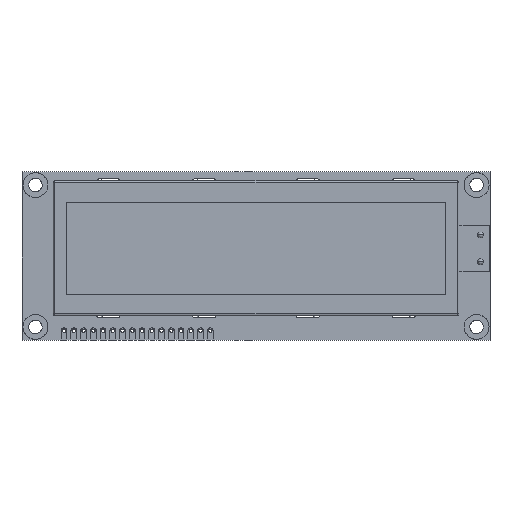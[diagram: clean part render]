
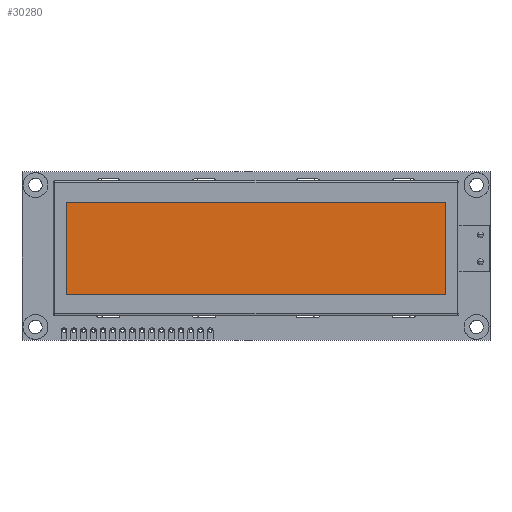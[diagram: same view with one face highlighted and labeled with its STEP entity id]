
A CAD part, top view. The second image highlights one B-rep face of the part: STEP entity #30280.
In plain terms, the highlighted planar face has unit normal (0, 0, -1).
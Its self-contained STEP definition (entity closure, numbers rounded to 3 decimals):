
#186 = CARTESIAN_POINT ( 'NONE',  ( -49.5, 14., 9.6 ) ) ;
#490 = DIRECTION ( 'NONE',  ( 0., -1., 0. ) ) ;
#825 = DIRECTION ( 'NONE',  ( 1., 0., 0. ) ) ;
#943 = CARTESIAN_POINT ( 'NONE',  ( -49.5, -10., 9.6 ) ) ;
#1124 = CARTESIAN_POINT ( 'NONE',  ( 0., 0., 9.6 ) ) ;
#1310 = ORIENTED_EDGE ( 'NONE', *, *, #21899, .F. ) ;
#2163 = VECTOR ( 'NONE', #490, 1000. ) ;
#3037 = CARTESIAN_POINT ( 'NONE',  ( 49.5, -10., 9.6 ) ) ;
#3356 = VECTOR ( 'NONE', #19834, 1000. ) ;
#3645 = DIRECTION ( 'NONE',  ( 1., 0., 0. ) ) ;
#4292 = EDGE_CURVE ( 'NONE', #13458, #16225, #25604, .T. ) ;
#10034 = LINE ( 'NONE', #14842, #3356 ) ;
#11592 = VECTOR ( 'NONE', #825, 1000. ) ;
#12928 = CARTESIAN_POINT ( 'NONE',  ( -49.5, 14., 9.6 ) ) ;
#13458 = VERTEX_POINT ( 'NONE', #28219 ) ;
#14634 = LINE ( 'NONE', #12928, #2163 ) ;
#14842 = CARTESIAN_POINT ( 'NONE',  ( 49.5, 14., 9.6 ) ) ;
#16225 = VERTEX_POINT ( 'NONE', #3037 ) ;
#17683 = VECTOR ( 'NONE', #28966, 1000. ) ;
#18471 = LINE ( 'NONE', #26458, #17683 ) ;
#18502 = EDGE_CURVE ( 'NONE', #16225, #23388, #18471, .T. ) ;
#18567 = DIRECTION ( 'NONE',  ( 0., 0., 1. ) ) ;
#19299 = FACE_OUTER_BOUND ( 'NONE', #25792, .T. ) ;
#19834 = DIRECTION ( 'NONE',  ( -1., 0., 0. ) ) ;
#20824 = VERTEX_POINT ( 'NONE', #186 ) ;
#21899 = EDGE_CURVE ( 'NONE', #23388, #20824, #10034, .T. ) ;
#23388 = VERTEX_POINT ( 'NONE', #26595 ) ;
#23441 = PLANE ( 'NONE',  #28334 ) ;
#25604 = LINE ( 'NONE', #943, #11592 ) ;
#25792 = EDGE_LOOP ( 'NONE', ( #28550, #1310, #31607, #27533 ) ) ;
#26334 = EDGE_CURVE ( 'NONE', #20824, #13458, #14634, .T. ) ;
#26458 = CARTESIAN_POINT ( 'NONE',  ( 49.5, -10., 9.6 ) ) ;
#26595 = CARTESIAN_POINT ( 'NONE',  ( 49.5, 14., 9.6 ) ) ;
#27533 = ORIENTED_EDGE ( 'NONE', *, *, #4292, .F. ) ;
#28219 = CARTESIAN_POINT ( 'NONE',  ( -49.5, -10., 9.6 ) ) ;
#28334 = AXIS2_PLACEMENT_3D ( 'NONE', #1124, #18567, #3645 ) ;
#28550 = ORIENTED_EDGE ( 'NONE', *, *, #26334, .F. ) ;
#28966 = DIRECTION ( 'NONE',  ( 0., 1., 0. ) ) ;
#30280 = ADVANCED_FACE ( 'NONE', ( #19299 ), #23441, .F. ) ;
#31607 = ORIENTED_EDGE ( 'NONE', *, *, #18502, .F. ) ;
